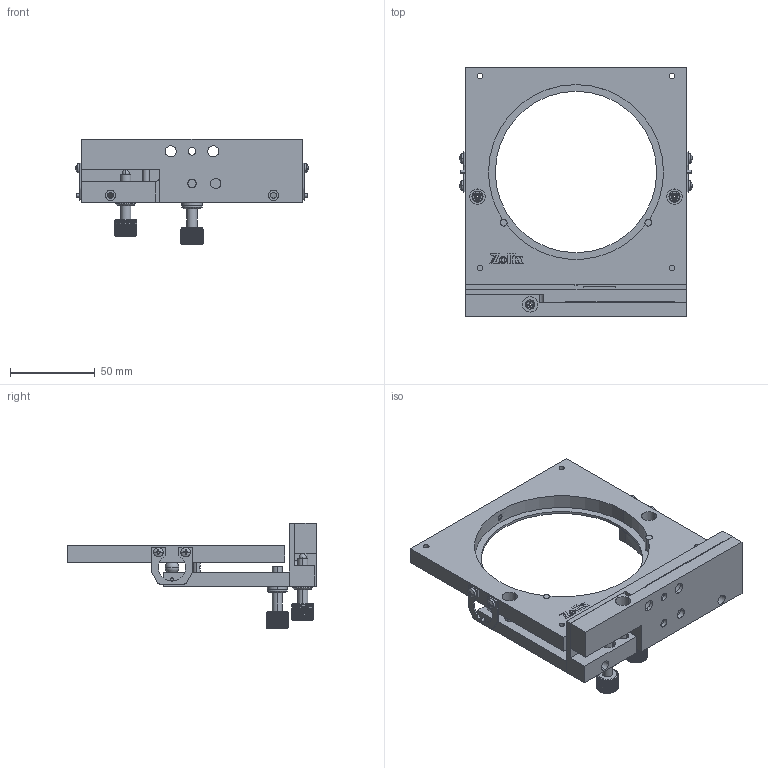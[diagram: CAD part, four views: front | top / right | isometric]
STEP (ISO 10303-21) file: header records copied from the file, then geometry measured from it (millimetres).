
FILE_DESCRIPTION (( 'STEP AP203' ), '1' );
FILE_NAME ('OMMB100-2BT.STEP', '2019-05-10T07:38:25', ( 'User' ), ( 'User' ), 'SwSTEP 2.0', 'SolidWorks 2016', '' );
FILE_SCHEMA (( 'CONFIG_CONTROL_DESIGN' ));
Length unit declared in the file: millimetre
Products named in the file (1): OMMB100-2BT
Bounding box: 136.74 x 146.5 x 62 mm (x, y, z)
Surface area: 72211.2 mm2 (no closed solid volume)
Topology: 0 solids, 47 shells, 685 faces, 2358 edges, 1701 vertices
Faces by surface type: plane 382, cylinder 250, cone 25, sphere 20, torus 8
Entity records: 27400 total; most frequent: CARTESIAN_POINT 7616, ORIENTED_EDGE 4010, DIRECTION 3902, EDGE_CURVE 2337, VERTEX_POINT 1692, AXIS2_PLACEMENT_3D 1414, LINE 1074, VECTOR 1074
